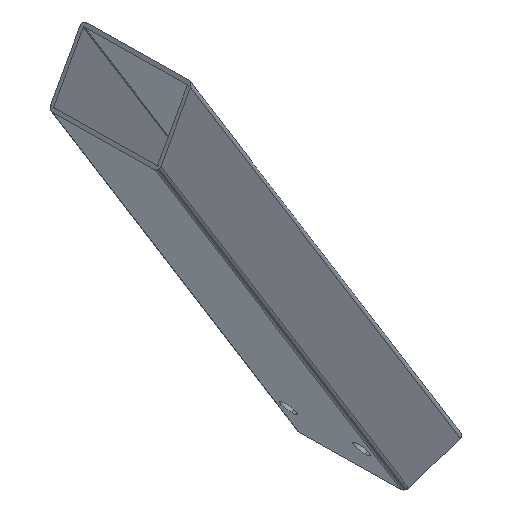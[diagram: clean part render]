
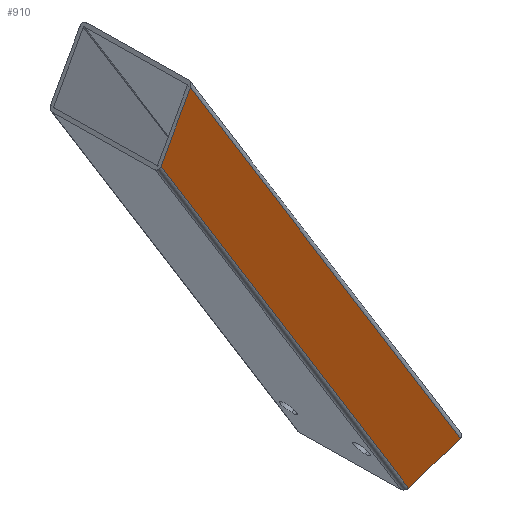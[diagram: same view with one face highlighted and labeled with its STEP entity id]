
A CAD part, isometric view. The second image highlights one B-rep face of the part: STEP entity #910.
In plain terms, the highlighted planar face has unit normal (0.035, -0.999, -0.019).
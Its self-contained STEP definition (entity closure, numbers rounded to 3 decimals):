
#21 = EDGE_CURVE('',#22,#24,#26,.T.);
#22 = VERTEX_POINT('',#23);
#23 = CARTESIAN_POINT('',(-124.233,-41.041,163.845
    ));
#24 = VERTEX_POINT('',#25);
#25 = CARTESIAN_POINT('',(49.412,-29.777,
    -111.311));
#26 = SURFACE_CURVE('',#27,(#31,#65),.PCURVE_S1.);
#27 = LINE('',#28,#29);
#28 = CARTESIAN_POINT('',(-124.233,-41.041,163.845
    ));
#29 = VECTOR('',#30,1.);
#30 = DIRECTION('',(0.533,0.035,-0.845));
#31 = PCURVE('',#32,#37);
#32 = CYLINDRICAL_SURFACE('',#33,2.5);
#33 = AXIS2_PLACEMENT_3D('',#34,#35,#36);
#34 = CARTESIAN_POINT('',(52.202,-27.092,
    -115.821));
#35 = DIRECTION('',(0.533,0.035,-0.845));
#36 = DIRECTION('',(-0.845,-0.019,-0.534)
  );
#37 = DEFINITIONAL_REPRESENTATION('',(#38),#64);
#38 = B_SPLINE_CURVE_WITH_KNOTS('',3,(#39,#40,#41,#42,#43,#44,#45,#46,
    #47,#48,#49,#50,#51,#52,#53,#54,#55,#56,#57,#58,#59,#60,#61,#62,#63)
  ,.UNSPECIFIED.,.F.,.F.,(4,1,1,1,1,1,1,1,1,1,1,1,1,1,1,1,1,1,1,1,1,1,4)
  ,(0.,14.798,29.597,44.395,59.193,
    73.991,88.79,103.588,118.386,
    133.184,147.983,162.781,177.579,
    192.377,207.176,221.974,236.772,
    251.57,266.369,281.167,295.965,
    310.763,325.562),.QUASI_UNIFORM_KNOTS.);
#39 = CARTESIAN_POINT('',(4.712,-330.954));
#40 = CARTESIAN_POINT('',(4.712,-326.022));
#41 = CARTESIAN_POINT('',(4.712,-316.156));
#42 = CARTESIAN_POINT('',(4.712,-301.358));
#43 = CARTESIAN_POINT('',(4.712,-286.56));
#44 = CARTESIAN_POINT('',(4.712,-271.761));
#45 = CARTESIAN_POINT('',(4.712,-256.963));
#46 = CARTESIAN_POINT('',(4.712,-242.165));
#47 = CARTESIAN_POINT('',(4.712,-227.367));
#48 = CARTESIAN_POINT('',(4.712,-212.568));
#49 = CARTESIAN_POINT('',(4.712,-197.77));
#50 = CARTESIAN_POINT('',(4.712,-182.972));
#51 = CARTESIAN_POINT('',(4.712,-168.174));
#52 = CARTESIAN_POINT('',(4.712,-153.375));
#53 = CARTESIAN_POINT('',(4.712,-138.577));
#54 = CARTESIAN_POINT('',(4.712,-123.779));
#55 = CARTESIAN_POINT('',(4.712,-108.98));
#56 = CARTESIAN_POINT('',(4.712,-94.182));
#57 = CARTESIAN_POINT('',(4.712,-79.384));
#58 = CARTESIAN_POINT('',(4.712,-64.586));
#59 = CARTESIAN_POINT('',(4.712,-49.787));
#60 = CARTESIAN_POINT('',(4.712,-34.989));
#61 = CARTESIAN_POINT('',(4.712,-20.191));
#62 = CARTESIAN_POINT('',(4.712,-10.325));
#63 = CARTESIAN_POINT('',(4.712,-5.393));
#64 = ( GEOMETRIC_REPRESENTATION_CONTEXT(2) 
PARAMETRIC_REPRESENTATION_CONTEXT() REPRESENTATION_CONTEXT('2D SPACE',''
  ) );
#65 = PCURVE('',#66,#71);
#66 = PLANE('',#67);
#67 = AXIS2_PLACEMENT_3D('',#68,#69,#70);
#68 = CARTESIAN_POINT('',(81.87,-28.925,
    -97.173));
#69 = DIRECTION('',(0.035,-0.999,
    -0.019));
#70 = DIRECTION('',(-0.845,-0.019,-0.534)
  );
#71 = DEFINITIONAL_REPRESENTATION('',(#72),#76);
#72 = LINE('',#73,#74);
#73 = CARTESIAN_POINT('',(35.,-330.954));
#74 = VECTOR('',#75,1.);
#75 = DIRECTION('',(0.,1.));
#76 = ( GEOMETRIC_REPRESENTATION_CONTEXT(2) 
PARAMETRIC_REPRESENTATION_CONTEXT() REPRESENTATION_CONTEXT('2D SPACE',''
  ) );
#118 = PLANE('',#119);
#119 = AXIS2_PLACEMENT_3D('',#120,#121,#122);
#120 = CARTESIAN_POINT('',(-115.802,-6.069,
    182.022));
#121 = DIRECTION('',(-0.875,-0.039,0.482)
  );
#122 = DIRECTION('',(-0.482,0.,-0.876)
  );
#220 = PLANE('',#221);
#221 = AXIS2_PLACEMENT_3D('',#222,#223,#224);
#222 = CARTESIAN_POINT('',(50.359,5.258,
    -110.017));
#223 = DIRECTION('',(-0.278,-0.028,0.96)
  );
#224 = DIRECTION('',(-0.96,-0.028,-0.279
    ));
#238 = VERTEX_POINT('',#239);
#239 = CARTESIAN_POINT('',(84.386,-28.762,
    -101.161));
#259 = CYLINDRICAL_SURFACE('',#260,2.5);
#260 = AXIS2_PLACEMENT_3D('',#261,#262,#263);
#261 = CARTESIAN_POINT('',(81.783,-26.427,
    -97.126));
#262 = DIRECTION('',(0.533,0.035,-0.845)
  );
#263 = DIRECTION('',(-0.845,-0.019,-0.534
    ));
#479 = EDGE_CURVE('',#238,#24,#480,.T.);
#480 = SURFACE_CURVE('',#481,(#485,#492),.PCURVE_S1.);
#481 = LINE('',#482,#483);
#482 = CARTESIAN_POINT('',(84.386,-28.762,
    -101.161));
#483 = VECTOR('',#484,1.);
#484 = DIRECTION('',(-0.96,-0.028,-0.279
    ));
#485 = PCURVE('',#220,#486);
#486 = DEFINITIONAL_REPRESENTATION('',(#487),#491);
#487 = LINE('',#488,#489);
#488 = CARTESIAN_POINT('',(-34.186,35.));
#489 = VECTOR('',#490,1.);
#490 = DIRECTION('',(1.,0.));
#491 = ( GEOMETRIC_REPRESENTATION_CONTEXT(2) 
PARAMETRIC_REPRESENTATION_CONTEXT() REPRESENTATION_CONTEXT('2D SPACE',''
  ) );
#492 = PCURVE('',#66,#493);
#493 = DEFINITIONAL_REPRESENTATION('',(#494),#498);
#494 = LINE('',#495,#496);
#495 = CARTESIAN_POINT('',(0.,4.719));
#496 = VECTOR('',#497,1.);
#497 = DIRECTION('',(0.961,-0.278));
#498 = ( GEOMETRIC_REPRESENTATION_CONTEXT(2) 
PARAMETRIC_REPRESENTATION_CONTEXT() REPRESENTATION_CONTEXT('2D SPACE',''
  ) );
#819 = VERTEX_POINT('',#820);
#820 = CARTESIAN_POINT('',(-104.952,-41.043,
    198.861));
#867 = EDGE_CURVE('',#238,#819,#868,.T.);
#868 = SURFACE_CURVE('',#869,(#873,#902),.PCURVE_S1.);
#869 = LINE('',#870,#871);
#870 = CARTESIAN_POINT('',(84.386,-28.762,
    -101.161));
#871 = VECTOR('',#872,1.);
#872 = DIRECTION('',(-0.533,-0.035,0.845)
  );
#873 = PCURVE('',#259,#874);
#874 = DEFINITIONAL_REPRESENTATION('',(#875),#901);
#875 = B_SPLINE_CURVE_WITH_KNOTS('',3,(#876,#877,#878,#879,#880,#881,
    #882,#883,#884,#885,#886,#887,#888,#889,#890,#891,#892,#893,#894,
    #895,#896,#897,#898,#899,#900),.UNSPECIFIED.,.F.,.F.,(4,1,1,1,1,1,1,
    1,1,1,1,1,1,1,1,1,1,1,1,1,1,1,4),(0.,16.136,32.271
    ,48.407,64.542,80.678,96.814,
    112.949,129.085,145.22,161.356,
    177.492,193.627,209.763,225.898,
    242.034,258.17,274.305,290.441,
    306.576,322.712,338.848,354.983),
  .QUASI_UNIFORM_KNOTS.);
#876 = CARTESIAN_POINT('',(4.712,4.719));
#877 = CARTESIAN_POINT('',(4.712,-0.66));
#878 = CARTESIAN_POINT('',(4.712,-11.417));
#879 = CARTESIAN_POINT('',(4.712,-27.553));
#880 = CARTESIAN_POINT('',(4.712,-43.688));
#881 = CARTESIAN_POINT('',(4.712,-59.824));
#882 = CARTESIAN_POINT('',(4.712,-75.959));
#883 = CARTESIAN_POINT('',(4.712,-92.095));
#884 = CARTESIAN_POINT('',(4.712,-108.231));
#885 = CARTESIAN_POINT('',(4.712,-124.366));
#886 = CARTESIAN_POINT('',(4.712,-140.502));
#887 = CARTESIAN_POINT('',(4.712,-156.637));
#888 = CARTESIAN_POINT('',(4.712,-172.773));
#889 = CARTESIAN_POINT('',(4.712,-188.909));
#890 = CARTESIAN_POINT('',(4.712,-205.044));
#891 = CARTESIAN_POINT('',(4.712,-221.18));
#892 = CARTESIAN_POINT('',(4.712,-237.315));
#893 = CARTESIAN_POINT('',(4.712,-253.451));
#894 = CARTESIAN_POINT('',(4.712,-269.587));
#895 = CARTESIAN_POINT('',(4.712,-285.722));
#896 = CARTESIAN_POINT('',(4.712,-301.858));
#897 = CARTESIAN_POINT('',(4.712,-317.993));
#898 = CARTESIAN_POINT('',(4.712,-334.129));
#899 = CARTESIAN_POINT('',(4.712,-344.886));
#900 = CARTESIAN_POINT('',(4.712,-350.265));
#901 = ( GEOMETRIC_REPRESENTATION_CONTEXT(2) 
PARAMETRIC_REPRESENTATION_CONTEXT() REPRESENTATION_CONTEXT('2D SPACE',''
  ) );
#902 = PCURVE('',#66,#903);
#903 = DEFINITIONAL_REPRESENTATION('',(#904),#908);
#904 = LINE('',#905,#906);
#905 = CARTESIAN_POINT('',(0.,4.719));
#906 = VECTOR('',#907,1.);
#907 = DIRECTION('',(0.,-1.));
#908 = ( GEOMETRIC_REPRESENTATION_CONTEXT(2) 
PARAMETRIC_REPRESENTATION_CONTEXT() REPRESENTATION_CONTEXT('2D SPACE',''
  ) );
#910 = ADVANCED_FACE('',(#911),#66,.T.);
#911 = FACE_BOUND('',#912,.F.);
#912 = EDGE_LOOP('',(#913,#914,#915,#936));
#913 = ORIENTED_EDGE('',*,*,#479,.T.);
#914 = ORIENTED_EDGE('',*,*,#21,.F.);
#915 = ORIENTED_EDGE('',*,*,#916,.T.);
#916 = EDGE_CURVE('',#22,#819,#917,.T.);
#917 = SURFACE_CURVE('',#918,(#922,#929),.PCURVE_S1.);
#918 = LINE('',#919,#920);
#919 = CARTESIAN_POINT('',(-124.233,-41.041,
    163.845));
#920 = VECTOR('',#921,1.);
#921 = DIRECTION('',(0.482,0.,0.876)
  );
#922 = PCURVE('',#66,#923);
#923 = DEFINITIONAL_REPRESENTATION('',(#924),#928);
#924 = LINE('',#925,#926);
#925 = CARTESIAN_POINT('',(35.,-330.954));
#926 = VECTOR('',#927,1.);
#927 = DIRECTION('',(-0.876,-0.483));
#928 = ( GEOMETRIC_REPRESENTATION_CONTEXT(2) 
PARAMETRIC_REPRESENTATION_CONTEXT() REPRESENTATION_CONTEXT('2D SPACE',''
  ) );
#929 = PCURVE('',#118,#930);
#930 = DEFINITIONAL_REPRESENTATION('',(#931),#935);
#931 = LINE('',#932,#933);
#932 = CARTESIAN_POINT('',(19.987,35.));
#933 = VECTOR('',#934,1.);
#934 = DIRECTION('',(-1.,0.));
#935 = ( GEOMETRIC_REPRESENTATION_CONTEXT(2) 
PARAMETRIC_REPRESENTATION_CONTEXT() REPRESENTATION_CONTEXT('2D SPACE',''
  ) );
#936 = ORIENTED_EDGE('',*,*,#867,.F.);
